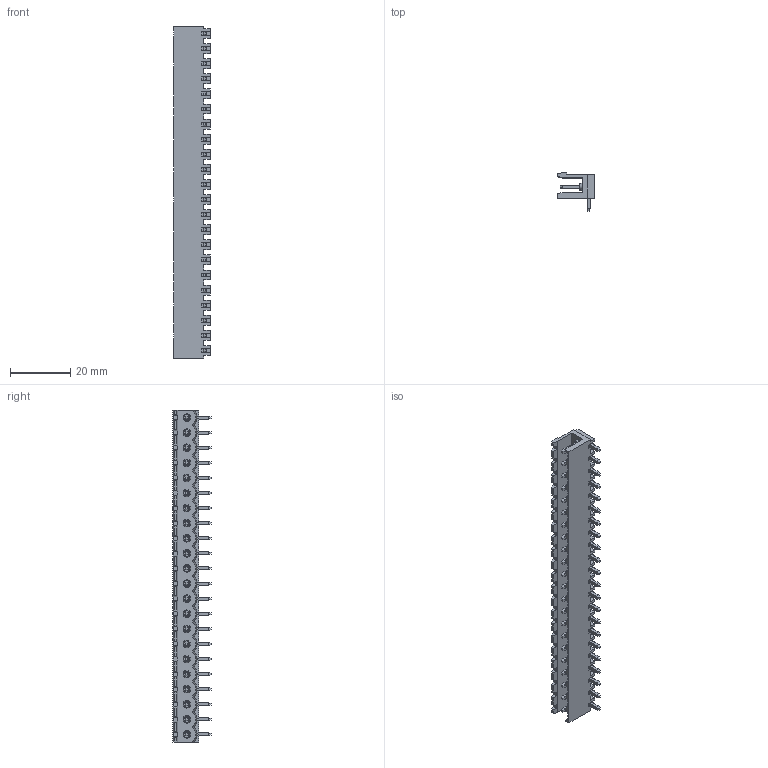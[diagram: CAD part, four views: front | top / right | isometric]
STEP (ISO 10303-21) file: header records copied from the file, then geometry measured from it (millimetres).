
FILE_DESCRIPTION(('STEP AP214'),'1');
FILE_NAME('PV22-5-H.stp','2021-03-31T16:06:05',(' '),(' '),'Spatial InterOp 3D',' ',' ');
FILE_SCHEMA(('automotive_design'));
Length unit declared in the file: metre
Products named in the file (1): 1
Bounding box: 12.2 x 12.6 x 110 mm (x, y, z)
Volume: 4791.6 mm3; surface area: 9158.9 mm2
Topology: 1 solids, 1 shells, 1139 faces, 2852 edges, 1806 vertices
Faces by surface type: plane 1046, cylinder 48, cone 44, extrusion 1
Entity records: 41916 total; most frequent: CARTESIAN_POINT 5882, ORIENTED_EDGE 5616, DIRECTION 5203, EDGE_CURVE 2808, VECTOR 2601, LINE 2600, VERTEX_POINT 1784, AXIS2_PLACEMENT_3D 1301
